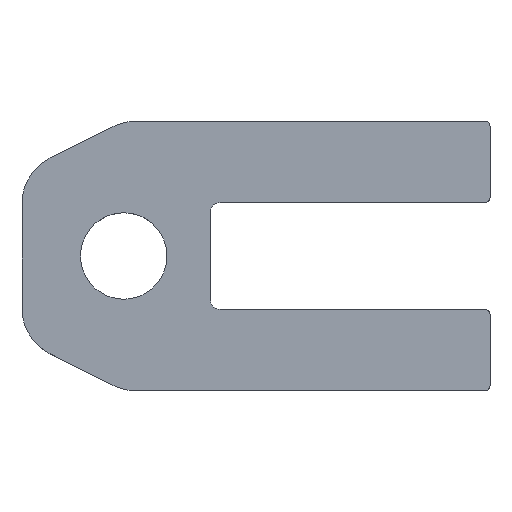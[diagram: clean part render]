
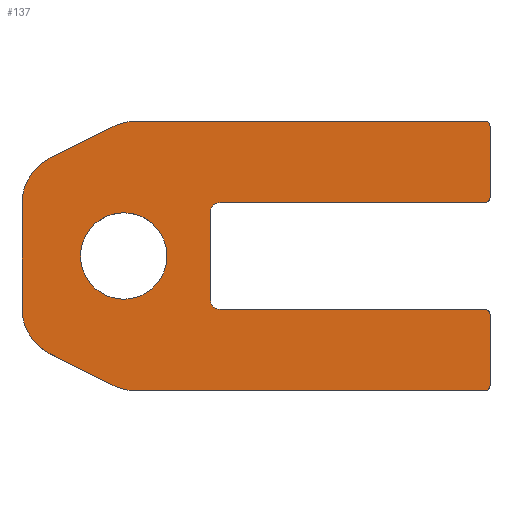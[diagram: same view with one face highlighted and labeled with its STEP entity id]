
A CAD part, top view. The second image highlights one B-rep face of the part: STEP entity #137.
In plain terms, the highlighted planar face has unit normal (0, 0, 1).
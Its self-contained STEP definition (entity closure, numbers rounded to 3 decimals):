
#108=FACE_BOUND('',#193,.T.);
#109=FACE_BOUND('',#194,.T.);
#113=CIRCLE('',#527,4.25);
#114=CIRCLE('',#529,5.);
#115=CIRCLE('',#530,5.);
#116=CIRCLE('',#531,0.5);
#117=CIRCLE('',#532,0.5);
#118=CIRCLE('',#533,1.);
#119=CIRCLE('',#534,1.);
#120=CIRCLE('',#535,0.5);
#121=CIRCLE('',#536,0.5);
#122=CIRCLE('',#537,5.);
#123=CIRCLE('',#538,5.);
#137=ADVANCED_FACE('',(#108,#109),#159,.T.);
#159=PLANE('',#539);
#193=EDGE_LOOP('',(#225));
#194=EDGE_LOOP('',(#226,#227,#228,#229,#230,#231,#232,#233,#234,#235,#236,
#237,#238,#239,#240,#241,#242,#243,#244,#245));
#225=ORIENTED_EDGE('',*,*,#390,.F.);
#226=ORIENTED_EDGE('',*,*,#383,.F.);
#227=ORIENTED_EDGE('',*,*,#391,.T.);
#228=ORIENTED_EDGE('',*,*,#392,.F.);
#229=ORIENTED_EDGE('',*,*,#393,.T.);
#230=ORIENTED_EDGE('',*,*,#394,.F.);
#231=ORIENTED_EDGE('',*,*,#395,.T.);
#232=ORIENTED_EDGE('',*,*,#396,.F.);
#233=ORIENTED_EDGE('',*,*,#397,.T.);
#234=ORIENTED_EDGE('',*,*,#398,.F.);
#235=ORIENTED_EDGE('',*,*,#399,.T.);
#236=ORIENTED_EDGE('',*,*,#385,.F.);
#237=ORIENTED_EDGE('',*,*,#400,.T.);
#238=ORIENTED_EDGE('',*,*,#401,.F.);
#239=ORIENTED_EDGE('',*,*,#402,.T.);
#240=ORIENTED_EDGE('',*,*,#403,.F.);
#241=ORIENTED_EDGE('',*,*,#404,.T.);
#242=ORIENTED_EDGE('',*,*,#405,.F.);
#243=ORIENTED_EDGE('',*,*,#406,.T.);
#244=ORIENTED_EDGE('',*,*,#407,.F.);
#245=ORIENTED_EDGE('',*,*,#408,.T.);
#341=VERTEX_POINT('',#706);
#342=VERTEX_POINT('',#708);
#343=VERTEX_POINT('',#712);
#344=VERTEX_POINT('',#713);
#348=VERTEX_POINT('',#723);
#349=VERTEX_POINT('',#726);
#350=VERTEX_POINT('',#728);
#351=VERTEX_POINT('',#730);
#352=VERTEX_POINT('',#732);
#353=VERTEX_POINT('',#734);
#354=VERTEX_POINT('',#736);
#355=VERTEX_POINT('',#738);
#356=VERTEX_POINT('',#740);
#357=VERTEX_POINT('',#743);
#358=VERTEX_POINT('',#745);
#359=VERTEX_POINT('',#747);
#360=VERTEX_POINT('',#749);
#361=VERTEX_POINT('',#751);
#362=VERTEX_POINT('',#753);
#363=VERTEX_POINT('',#755);
#364=VERTEX_POINT('',#757);
#383=EDGE_CURVE('',#341,#342,#445,.T.);
#385=EDGE_CURVE('',#343,#344,#447,.T.);
#390=EDGE_CURVE('',#348,#348,#113,.T.);
#391=EDGE_CURVE('',#341,#349,#114,.T.);
#392=EDGE_CURVE('',#350,#349,#451,.T.);
#393=EDGE_CURVE('',#350,#351,#115,.T.);
#394=EDGE_CURVE('',#352,#351,#452,.T.);
#395=EDGE_CURVE('',#352,#353,#116,.T.);
#396=EDGE_CURVE('',#354,#353,#453,.T.);
#397=EDGE_CURVE('',#354,#355,#117,.T.);
#398=EDGE_CURVE('',#356,#355,#454,.T.);
#399=EDGE_CURVE('',#356,#344,#118,.T.);
#400=EDGE_CURVE('',#343,#357,#119,.T.);
#401=EDGE_CURVE('',#358,#357,#455,.T.);
#402=EDGE_CURVE('',#358,#359,#120,.T.);
#403=EDGE_CURVE('',#360,#359,#456,.T.);
#404=EDGE_CURVE('',#360,#361,#121,.T.);
#405=EDGE_CURVE('',#362,#361,#457,.T.);
#406=EDGE_CURVE('',#362,#363,#122,.T.);
#407=EDGE_CURVE('',#364,#363,#458,.T.);
#408=EDGE_CURVE('',#364,#342,#123,.T.);
#445=LINE('',#707,#485);
#447=LINE('',#711,#487);
#451=LINE('',#727,#491);
#452=LINE('',#731,#492);
#453=LINE('',#735,#493);
#454=LINE('',#739,#494);
#455=LINE('',#744,#495);
#456=LINE('',#748,#496);
#457=LINE('',#752,#497);
#458=LINE('',#756,#498);
#485=VECTOR('',#573,1.);
#487=VECTOR('',#577,1.);
#491=VECTOR('',#591,1.);
#492=VECTOR('',#594,1.);
#493=VECTOR('',#597,1.);
#494=VECTOR('',#600,1.);
#495=VECTOR('',#605,1.);
#496=VECTOR('',#608,1.);
#497=VECTOR('',#611,1.);
#498=VECTOR('',#614,1.);
#527=AXIS2_PLACEMENT_3D('',#722,#585,#586);
#529=AXIS2_PLACEMENT_3D('',#725,#589,#590);
#530=AXIS2_PLACEMENT_3D('',#729,#592,#593);
#531=AXIS2_PLACEMENT_3D('',#733,#595,#596);
#532=AXIS2_PLACEMENT_3D('',#737,#598,#599);
#533=AXIS2_PLACEMENT_3D('',#741,#601,#602);
#534=AXIS2_PLACEMENT_3D('',#742,#603,#604);
#535=AXIS2_PLACEMENT_3D('',#746,#606,#607);
#536=AXIS2_PLACEMENT_3D('',#750,#609,#610);
#537=AXIS2_PLACEMENT_3D('',#754,#612,#613);
#538=AXIS2_PLACEMENT_3D('',#758,#615,#616);
#539=AXIS2_PLACEMENT_3D('',#759,#617,#618);
#573=DIRECTION('',(0.,1.,0.));
#577=DIRECTION('',(0.,-1.,0.));
#585=DIRECTION('',(0.,0.,1.));
#586=DIRECTION('',(1.,0.,0.));
#589=DIRECTION('',(0.,0.,1.));
#590=DIRECTION('',(1.,0.,0.));
#591=DIRECTION('',(-0.894,0.447,0.));
#592=DIRECTION('',(0.,0.,1.));
#593=DIRECTION('',(1.,0.,0.));
#594=DIRECTION('',(-1.,0.,0.));
#595=DIRECTION('',(0.,0.,1.));
#596=DIRECTION('',(1.,0.,0.));
#597=DIRECTION('',(0.,-1.,0.));
#598=DIRECTION('',(0.,0.,1.));
#599=DIRECTION('',(1.,0.,0.));
#600=DIRECTION('',(1.,0.,0.));
#601=DIRECTION('',(0.,0.,-1.));
#602=DIRECTION('',(1.,0.,0.));
#603=DIRECTION('',(0.,0.,-1.));
#604=DIRECTION('',(1.,0.,0.));
#605=DIRECTION('',(-1.,0.,0.));
#606=DIRECTION('',(0.,0.,1.));
#607=DIRECTION('',(1.,0.,0.));
#608=DIRECTION('',(0.,-1.,0.));
#609=DIRECTION('',(0.,0.,1.));
#610=DIRECTION('',(1.,0.,0.));
#611=DIRECTION('',(1.,0.,0.));
#612=DIRECTION('',(0.,0.,1.));
#613=DIRECTION('',(1.,0.,0.));
#614=DIRECTION('',(0.894,0.447,0.));
#615=DIRECTION('',(0.,0.,1.));
#616=DIRECTION('',(1.,0.,0.));
#617=DIRECTION('',(0.,0.,1.));
#618=DIRECTION('',(1.,0.,0.));
#706=CARTESIAN_POINT('',(-10.,4.09,1.));
#707=CARTESIAN_POINT('',(-10.,28.5,1.));
#708=CARTESIAN_POINT('',(-10.,14.41,1.));
#711=CARTESIAN_POINT('',(8.5,4.,1.));
#712=CARTESIAN_POINT('',(8.5,13.5,1.));
#713=CARTESIAN_POINT('',(8.5,5.,1.));
#722=CARTESIAN_POINT('',(0.,9.25,1.));
#723=CARTESIAN_POINT('',(4.25,9.25,1.));
#725=CARTESIAN_POINT('',(-5.,4.09,1.));
#726=CARTESIAN_POINT('',(-7.236,-0.382,1.));
#727=CARTESIAN_POINT('',(-10.,1.,1.));
#728=CARTESIAN_POINT('',(-1.056,-3.472,1.));
#729=CARTESIAN_POINT('',(1.18,1.,1.));
#730=CARTESIAN_POINT('',(1.18,-4.,1.));
#731=CARTESIAN_POINT('',(5.,-4.,1.));
#732=CARTESIAN_POINT('',(35.5,-4.,1.));
#733=CARTESIAN_POINT('',(35.5,-3.5,1.));
#734=CARTESIAN_POINT('',(36.,-3.5,1.));
#735=CARTESIAN_POINT('',(36.,-4.,1.));
#736=CARTESIAN_POINT('',(36.,3.5,1.));
#737=CARTESIAN_POINT('',(35.5,3.5,1.));
#738=CARTESIAN_POINT('',(35.5,4.,1.));
#739=CARTESIAN_POINT('',(36.,4.,1.));
#740=CARTESIAN_POINT('',(9.5,4.,1.));
#741=CARTESIAN_POINT('',(9.5,5.,1.));
#742=CARTESIAN_POINT('',(9.5,13.5,1.));
#743=CARTESIAN_POINT('',(9.5,14.5,1.));
#744=CARTESIAN_POINT('',(36.,14.5,1.));
#745=CARTESIAN_POINT('',(35.5,14.5,1.));
#746=CARTESIAN_POINT('',(35.5,15.,1.));
#747=CARTESIAN_POINT('',(36.,15.,1.));
#748=CARTESIAN_POINT('',(36.,22.5,1.));
#749=CARTESIAN_POINT('',(36.,22.,1.));
#750=CARTESIAN_POINT('',(35.5,22.,1.));
#751=CARTESIAN_POINT('',(35.5,22.5,1.));
#752=CARTESIAN_POINT('',(5.,22.5,1.));
#753=CARTESIAN_POINT('',(1.18,22.5,1.));
#754=CARTESIAN_POINT('',(1.18,17.5,1.));
#755=CARTESIAN_POINT('',(-1.056,21.972,1.));
#756=CARTESIAN_POINT('',(-10.,17.5,1.));
#757=CARTESIAN_POINT('',(-7.236,18.882,1.));
#758=CARTESIAN_POINT('',(-5.,14.41,1.));
#759=CARTESIAN_POINT('',(0.,18.5,1.));
